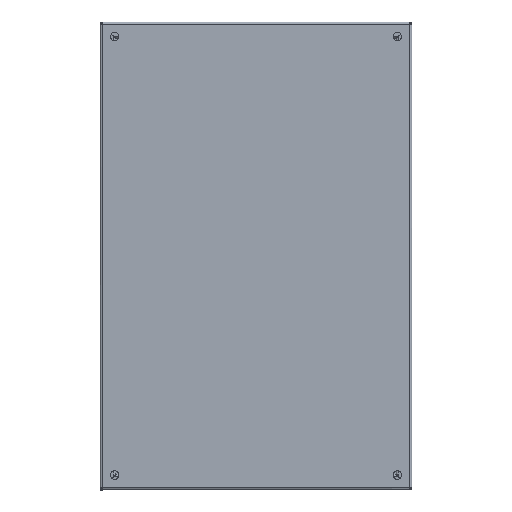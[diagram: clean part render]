
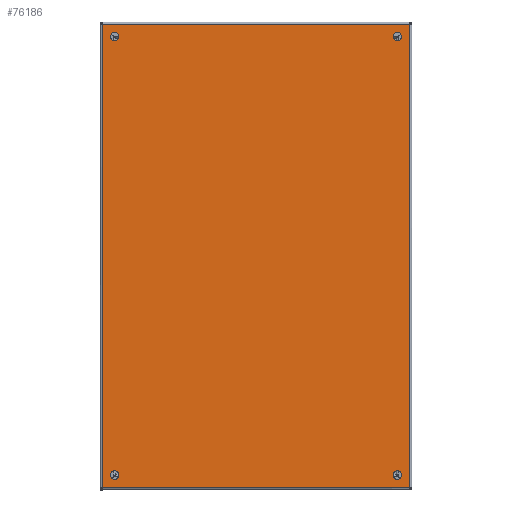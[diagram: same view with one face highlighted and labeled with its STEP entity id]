
A CAD part, top view. The second image highlights one B-rep face of the part: STEP entity #76186.
In plain terms, the highlighted planar face has unit normal (0, 0, 1).
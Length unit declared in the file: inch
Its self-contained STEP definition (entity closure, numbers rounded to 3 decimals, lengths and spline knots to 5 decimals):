
#298 = CARTESIAN_POINT ( 'NONE',  ( 15.125, 0.625, 10.9175 ) ) ;
#1718 = EDGE_CURVE ( 'NONE', #22149, #8254, #34724, .T. ) ;
#1941 = DIRECTION ( 'NONE',  ( 0., 0., -1. ) ) ;
#2397 = EDGE_LOOP ( 'NONE', ( #51167, #59646, #74921, #40688, #43631, #14425, #22793, #42023 ) ) ;
#4119 = LINE ( 'NONE', #19069, #55690 ) ;
#4786 = CIRCLE ( 'NONE', #23219, 0.21875 ) ;
#5152 = CARTESIAN_POINT ( 'NONE',  ( -0.01975, 23.75777, 10.9175 ) ) ;
#6253 = DIRECTION ( 'NONE',  ( 0., 0., -1. ) ) ;
#6907 = ORIENTED_EDGE ( 'NONE', *, *, #28441, .T. ) ;
#7807 = DIRECTION ( 'NONE',  ( 1., 0., 0. ) ) ;
#8254 = VERTEX_POINT ( 'NONE', #5152 ) ;
#8856 = CARTESIAN_POINT ( 'NONE',  ( 0.40625, 23.125, 10.9175 ) ) ;
#10535 = CARTESIAN_POINT ( 'NONE',  ( -0.01975, -0.00777, 10.9175 ) ) ;
#11333 = EDGE_LOOP ( 'NONE', ( #26093 ) ) ;
#12428 = DIRECTION ( 'NONE',  ( -1., 0., 0. ) ) ;
#12935 = CARTESIAN_POINT ( 'NONE',  ( 15.76975, 23.75777, 10.9175 ) ) ;
#14425 = ORIENTED_EDGE ( 'NONE', *, *, #71247, .F. ) ;
#14490 = CIRCLE ( 'NONE', #66761, 0.07 ) ;
#14865 = LINE ( 'NONE', #79239, #80249 ) ;
#15126 = ORIENTED_EDGE ( 'NONE', *, *, #45250, .T. ) ;
#15338 = VERTEX_POINT ( 'NONE', #20468 ) ;
#15629 = CARTESIAN_POINT ( 'NONE',  ( 15.76975, -0.00777, 10.9175 ) ) ;
#16391 = EDGE_LOOP ( 'NONE', ( #39530 ) ) ;
#17794 = CARTESIAN_POINT ( 'NONE',  ( 14.90625, 0.625, 10.9175 ) ) ;
#18245 = EDGE_CURVE ( 'NONE', #22149, #65733, #14865, .T. ) ;
#19069 = CARTESIAN_POINT ( 'NONE',  ( 15.76975, 11.875, 10.9175 ) ) ;
#19977 = CARTESIAN_POINT ( 'NONE',  ( 0.40625, 0.625, 10.9175 ) ) ;
#20468 = CARTESIAN_POINT ( 'NONE',  ( 14.90625, 23.125, 10.9175 ) ) ;
#20818 = DIRECTION ( 'NONE',  ( -1., 0., 0. ) ) ;
#20863 = AXIS2_PLACEMENT_3D ( 'NONE', #298, #26097, #58208 ) ;
#22149 = VERTEX_POINT ( 'NONE', #73905 ) ;
#22573 = AXIS2_PLACEMENT_3D ( 'NONE', #29676, #41877, #30240 ) ;
#22793 = ORIENTED_EDGE ( 'NONE', *, *, #27287, .T. ) ;
#23219 = AXIS2_PLACEMENT_3D ( 'NONE', #32772, #26152, #52454 ) ;
#23973 = CARTESIAN_POINT ( 'NONE',  ( 15.75777, 23.76975, 10.9175 ) ) ;
#24257 = AXIS2_PLACEMENT_3D ( 'NONE', #42225, #73764, #80416 ) ;
#25643 = EDGE_CURVE ( 'NONE', #43761, #74442, #55516, .T. ) ;
#26093 = ORIENTED_EDGE ( 'NONE', *, *, #53983, .T. ) ;
#26097 = DIRECTION ( 'NONE',  ( 0., 0., -1. ) ) ;
#26152 = DIRECTION ( 'NONE',  ( 0., 0., -1. ) ) ;
#26755 = FACE_BOUND ( 'NONE', #11333, .T. ) ;
#27287 = EDGE_CURVE ( 'NONE', #32096, #74442, #31167, .T. ) ;
#28441 = EDGE_CURVE ( 'NONE', #66158, #66158, #4786, .T. ) ;
#29676 = CARTESIAN_POINT ( 'NONE',  ( -0.06289, -0.06289, 10.9175 ) ) ;
#30240 = DIRECTION ( 'NONE',  ( 1., 0., 0. ) ) ;
#31166 = VERTEX_POINT ( 'NONE', #12935 ) ;
#31167 = CIRCLE ( 'NONE', #22573, 0.07 ) ;
#32033 = AXIS2_PLACEMENT_3D ( 'NONE', #49987, #69644, #44481 ) ;
#32096 = VERTEX_POINT ( 'NONE', #10535 ) ;
#32772 = CARTESIAN_POINT ( 'NONE',  ( 0.625, 0.625, 10.9175 ) ) ;
#33027 = DIRECTION ( 'NONE',  ( 0., 0., -1. ) ) ;
#33586 = DIRECTION ( 'NONE',  ( 0., 0., -1. ) ) ;
#34241 = CIRCLE ( 'NONE', #20863, 0.21875 ) ;
#34664 = FACE_BOUND ( 'NONE', #66374, .T. ) ;
#34724 = CIRCLE ( 'NONE', #62244, 0.07 ) ;
#35410 = CARTESIAN_POINT ( 'NONE',  ( -0.00777, -0.01975, 10.9175 ) ) ;
#35606 = VECTOR ( 'NONE', #12428, 39.37008 ) ;
#35720 = DIRECTION ( 'NONE',  ( 1., 0., 0. ) ) ;
#36398 = VECTOR ( 'NONE', #75394, 39.37008 ) ;
#37798 = CIRCLE ( 'NONE', #71860, 0.21875 ) ;
#38730 = DIRECTION ( 'NONE',  ( 0., -1., 0. ) ) ;
#39530 = ORIENTED_EDGE ( 'NONE', *, *, #71048, .T. ) ;
#39639 = CARTESIAN_POINT ( 'NONE',  ( 15.81289, -0.06289, 10.9175 ) ) ;
#40688 = ORIENTED_EDGE ( 'NONE', *, *, #18245, .F. ) ;
#41877 = DIRECTION ( 'NONE',  ( 0., 0., -1. ) ) ;
#42023 = ORIENTED_EDGE ( 'NONE', *, *, #25643, .F. ) ;
#42225 = CARTESIAN_POINT ( 'NONE',  ( 15.125, 23.125, 10.9175 ) ) ;
#43631 = ORIENTED_EDGE ( 'NONE', *, *, #1718, .T. ) ;
#43761 = VERTEX_POINT ( 'NONE', #50374 ) ;
#44481 = DIRECTION ( 'NONE',  ( 1., 0., 0. ) ) ;
#45028 = CARTESIAN_POINT ( 'NONE',  ( 7.875, 11.875, 10.9175 ) ) ;
#45250 = EDGE_CURVE ( 'NONE', #56120, #56120, #37798, .T. ) ;
#48645 = FACE_BOUND ( 'NONE', #78106, .T. ) ;
#49987 = CARTESIAN_POINT ( 'NONE',  ( 15.81289, 23.81289, 10.9175 ) ) ;
#50093 = DIRECTION ( 'NONE',  ( -1., 0., 0. ) ) ;
#50374 = CARTESIAN_POINT ( 'NONE',  ( 15.75777, -0.01975, 10.9175 ) ) ;
#50617 = FACE_BOUND ( 'NONE', #16391, .T. ) ;
#51125 = VERTEX_POINT ( 'NONE', #17794 ) ;
#51167 = ORIENTED_EDGE ( 'NONE', *, *, #71580, .T. ) ;
#52454 = DIRECTION ( 'NONE',  ( -1., 0., 0. ) ) ;
#53983 = EDGE_CURVE ( 'NONE', #51125, #51125, #34241, .T. ) ;
#55516 = LINE ( 'NONE', #69764, #35606 ) ;
#55560 = CIRCLE ( 'NONE', #24257, 0.21875 ) ;
#55690 = VECTOR ( 'NONE', #38730, 39.37008 ) ;
#56120 = VERTEX_POINT ( 'NONE', #8856 ) ;
#57685 = EDGE_CURVE ( 'NONE', #31166, #72872, #4119, .T. ) ;
#58200 = LINE ( 'NONE', #82010, #36398 ) ;
#58208 = DIRECTION ( 'NONE',  ( -1., 0., 0. ) ) ;
#59618 = DIRECTION ( 'NONE',  ( 1., 0., 0. ) ) ;
#59646 = ORIENTED_EDGE ( 'NONE', *, *, #57685, .F. ) ;
#62244 = AXIS2_PLACEMENT_3D ( 'NONE', #78200, #33586, #7807 ) ;
#63726 = CARTESIAN_POINT ( 'NONE',  ( 0.625, 23.125, 10.9175 ) ) ;
#65733 = VERTEX_POINT ( 'NONE', #23973 ) ;
#66158 = VERTEX_POINT ( 'NONE', #19977 ) ;
#66374 = EDGE_LOOP ( 'NONE', ( #6907 ) ) ;
#66761 = AXIS2_PLACEMENT_3D ( 'NONE', #39639, #1941, #35720 ) ;
#69644 = DIRECTION ( 'NONE',  ( 0., 0., -1. ) ) ;
#69764 = CARTESIAN_POINT ( 'NONE',  ( 7.875, -0.01975, 10.9175 ) ) ;
#71048 = EDGE_CURVE ( 'NONE', #15338, #15338, #55560, .T. ) ;
#71247 = EDGE_CURVE ( 'NONE', #32096, #8254, #58200, .T. ) ;
#71580 = EDGE_CURVE ( 'NONE', #43761, #72872, #14490, .T. ) ;
#71860 = AXIS2_PLACEMENT_3D ( 'NONE', #63726, #6253, #50093 ) ;
#72381 = FACE_OUTER_BOUND ( 'NONE', #2397, .T. ) ;
#72872 = VERTEX_POINT ( 'NONE', #15629 ) ;
#73764 = DIRECTION ( 'NONE',  ( 0., 0., -1. ) ) ;
#73905 = CARTESIAN_POINT ( 'NONE',  ( -0.00777, 23.76975, 10.9175 ) ) ;
#74442 = VERTEX_POINT ( 'NONE', #35410 ) ;
#74765 = EDGE_CURVE ( 'NONE', #31166, #65733, #75851, .T. ) ;
#74921 = ORIENTED_EDGE ( 'NONE', *, *, #74765, .T. ) ;
#75394 = DIRECTION ( 'NONE',  ( 0., 1., 0. ) ) ;
#75851 = CIRCLE ( 'NONE', #32033, 0.07 ) ;
#76186 = ADVANCED_FACE ( 'NONE', ( #48645, #50617, #34664, #26755, #72381 ), #76801, .F. ) ;
#76195 = AXIS2_PLACEMENT_3D ( 'NONE', #45028, #33027, #20818 ) ;
#76801 = PLANE ( 'NONE',  #76195 ) ;
#78106 = EDGE_LOOP ( 'NONE', ( #15126 ) ) ;
#78200 = CARTESIAN_POINT ( 'NONE',  ( -0.06289, 23.81289, 10.9175 ) ) ;
#79239 = CARTESIAN_POINT ( 'NONE',  ( 7.875, 23.76975, 10.9175 ) ) ;
#80249 = VECTOR ( 'NONE', #59618, 39.37008 ) ;
#80416 = DIRECTION ( 'NONE',  ( -1., 0., 0. ) ) ;
#82010 = CARTESIAN_POINT ( 'NONE',  ( -0.01975, 11.875, 10.9175 ) ) ;
